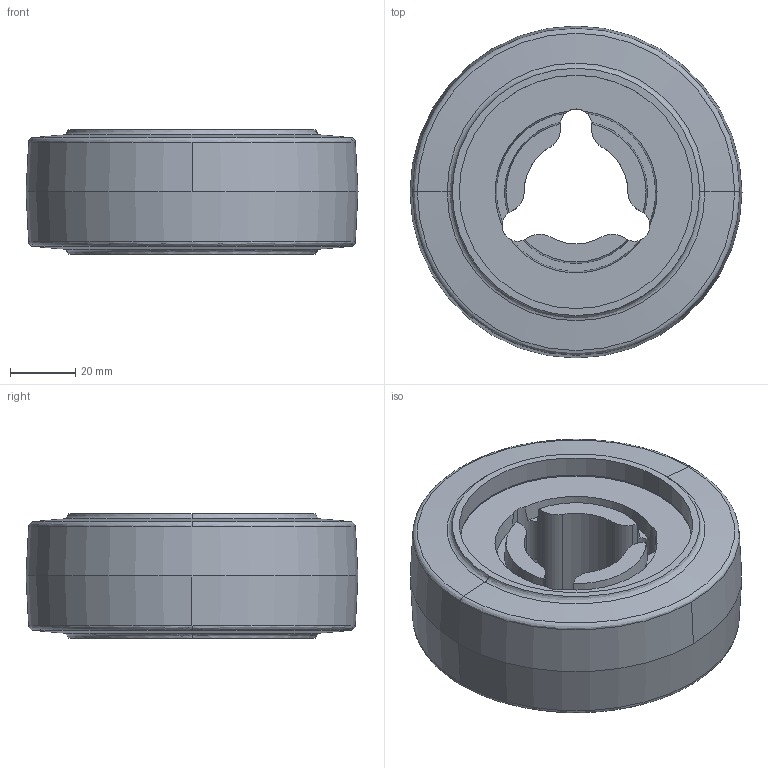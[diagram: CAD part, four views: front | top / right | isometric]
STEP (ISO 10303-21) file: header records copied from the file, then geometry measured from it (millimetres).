
FILE_DESCRIPTION (( 'STEP AP214' ), '1' );
FILE_NAME ('WCP-1425.STEP', '2023-12-22T21:24:59', ( '' ), ( '' ), 'SwSTEP 2.0', 'SolidWorks 2022', '' );
FILE_SCHEMA (( 'AUTOMOTIVE_DESIGN' ));
Length unit declared in the file: inch
Products named in the file (1): WCP-1425
Bounding box: 101.6 x 101.6 x 38.1 mm (x, y, z)
Volume: 222440.4 mm3; surface area: 53026.3 mm2
Topology: 2 solids, 2 shells, 88 faces, 220 edges, 138 vertices
Faces by surface type: cylinder 26, plane 24, cone 22, bspline 16
Entity records: 3748 total; most frequent: CARTESIAN_POINT 1124, DIRECTION 462, ORIENTED_EDGE 440, EDGE_CURVE 220, AXIS2_PLACEMENT_3D 204, VERTEX_POINT 138, CIRCLE 131, EDGE_LOOP 94
